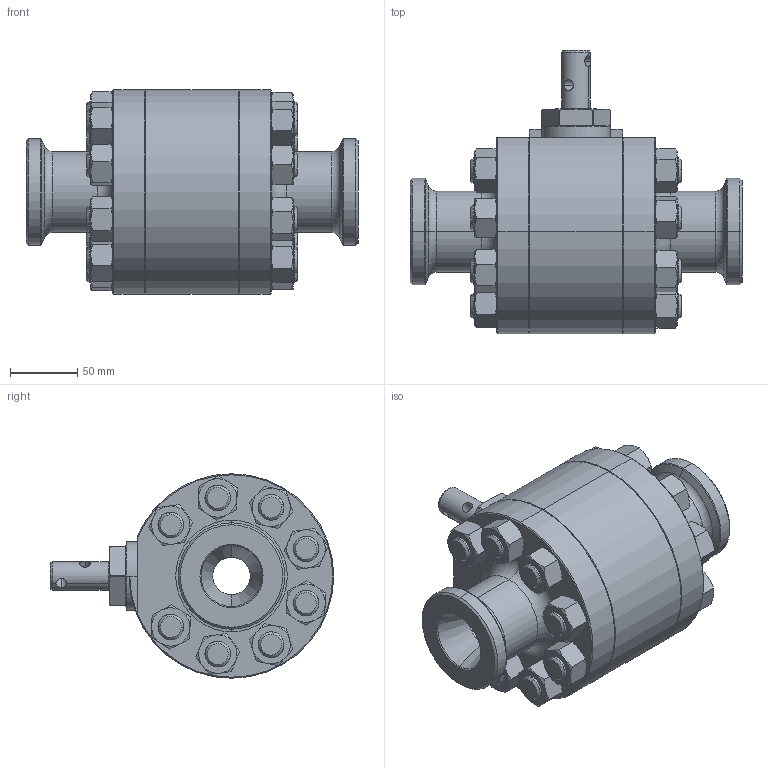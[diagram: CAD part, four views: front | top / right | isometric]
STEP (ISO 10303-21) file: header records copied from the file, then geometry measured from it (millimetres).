
FILE_DESCRIPTION (( 'STEP AP214' ), '1' );
FILE_NAME ('080300024 (1.5 GR14, Bare Stem).STEP', '2015-07-16T22:41:22', ( '' ), ( '' ), 'SwSTEP 2.0', 'SolidWorks 2015', '' );
FILE_SCHEMA (( 'AUTOMOTIVE_DESIGN' ));
Length unit declared in the file: inch
Products named in the file (1): 080300024 (1.5 GR14, Bare Stem)
Bounding box: 247.4 x 211.32 x 152.4 mm (x, y, z)
Volume: 1892019.7 mm3; surface area: 423888.5 mm2
Topology: 29 solids, 29 shells, 1117 faces, 2862 edges, 1803 vertices
Faces by surface type: cylinder 522, cone 371, plane 177, bspline 32, torus 15
Entity records: 64365 total; most frequent: CARTESIAN_POINT 25476, ORIENTED_EDGE 5708, DIRECTION 4300, EDGE_CURVE 2854, VERTEX_POINT 1803, AXIS2_PLACEMENT_3D 1755, EDGE_LOOP 1219, LENGTH_MEASURE_WITH_UNIT 1148
